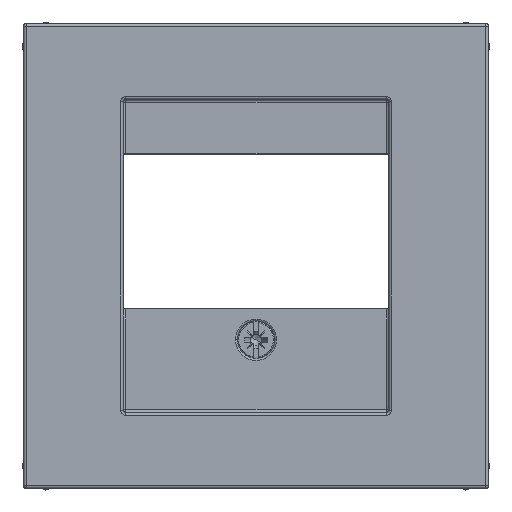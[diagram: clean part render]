
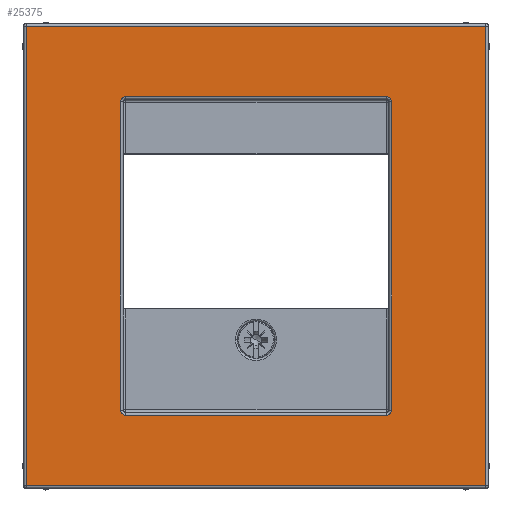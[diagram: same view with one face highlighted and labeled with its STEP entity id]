
A CAD part, top view. The second image highlights one B-rep face of the part: STEP entity #25375.
In plain terms, the highlighted face is planar.
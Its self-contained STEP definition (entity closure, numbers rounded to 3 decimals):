
#251=DIRECTION('',(1.,0.,0.));
#252=VECTOR('',#251,54.881);
#253=CARTESIAN_POINT('',(-27.44,10.,27.44));
#254=LINE('6662',#253,#252);
#259=DIRECTION('',(0.,0.,1.));
#260=VECTOR('',#259,54.881);
#261=CARTESIAN_POINT('',(-27.44,10.,-27.44));
#262=LINE('6666',#261,#260);
#266=DIRECTION('',(-1.,0.,0.));
#267=VECTOR('',#266,54.881);
#268=CARTESIAN_POINT('',(27.44,10.,-27.44));
#269=LINE('6672',#268,#267);
#273=DIRECTION('',(0.,0.,-1.));
#274=VECTOR('',#273,54.881);
#275=CARTESIAN_POINT('',(27.44,10.,27.44));
#276=LINE('6677',#275,#274);
#280=DIRECTION('',(0.,0.,-1.));
#281=VECTOR('',#280,36.819);
#282=CARTESIAN_POINT('',(16.189,10.,18.41));
#283=LINE('12956',#282,#281);
#287=CARTESIAN_POINT('',(15.59,10.,-19.009));
#288=CARTESIAN_POINT('',(15.613,10.,-19.009));
#289=CARTESIAN_POINT('',(15.661,10.,-19.007));
#290=CARTESIAN_POINT('',(15.732,10.,-18.994));
#291=CARTESIAN_POINT('',(15.802,10.,-18.972));
#292=CARTESIAN_POINT('',(15.869,10.,-18.942));
#293=CARTESIAN_POINT('',(15.931,10.,-18.904));
#294=CARTESIAN_POINT('',(15.988,10.,-18.86));
#295=CARTESIAN_POINT('',(16.04,10.,-18.808));
#296=CARTESIAN_POINT('',(16.084,10.,-18.751));
#297=CARTESIAN_POINT('',(16.122,10.,-18.689));
#298=CARTESIAN_POINT('',(16.152,10.,-18.622));
#299=CARTESIAN_POINT('',(16.174,10.,-18.552));
#300=CARTESIAN_POINT('',(16.187,10.,-18.481));
#301=CARTESIAN_POINT('',(16.189,10.,-18.433));
#302=CARTESIAN_POINT('',(16.189,10.,-18.41));
#307=DIRECTION('',(1.,0.,0.));
#308=VECTOR('',#307,31.179);
#309=CARTESIAN_POINT('',(-15.59,10.,-19.009));
#310=LINE('18835',#309,#308);
#314=CARTESIAN_POINT('',(-16.189,10.,-18.41));
#315=CARTESIAN_POINT('',(-16.189,10.,-18.433));
#316=CARTESIAN_POINT('',(-16.187,10.,-18.481));
#317=CARTESIAN_POINT('',(-16.174,10.,-18.552));
#318=CARTESIAN_POINT('',(-16.152,10.,-18.622));
#319=CARTESIAN_POINT('',(-16.122,10.,-18.689));
#320=CARTESIAN_POINT('',(-16.084,10.,-18.751));
#321=CARTESIAN_POINT('',(-16.04,10.,-18.808));
#322=CARTESIAN_POINT('',(-15.988,10.,-18.86));
#323=CARTESIAN_POINT('',(-15.931,10.,-18.904));
#324=CARTESIAN_POINT('',(-15.869,10.,-18.942));
#325=CARTESIAN_POINT('',(-15.802,10.,-18.972));
#326=CARTESIAN_POINT('',(-15.733,10.,-18.994));
#327=CARTESIAN_POINT('',(-15.661,10.,-19.007));
#328=CARTESIAN_POINT('',(-15.613,10.,-19.009));
#329=CARTESIAN_POINT('',(-15.59,10.,-19.009));
#334=DIRECTION('',(0.,0.,1.));
#335=VECTOR('',#334,36.819);
#336=CARTESIAN_POINT('',(-16.189,10.,-18.41));
#337=LINE('12964',#336,#335);
#341=CARTESIAN_POINT('',(-15.59,10.,19.009));
#342=CARTESIAN_POINT('',(-15.613,10.,19.009));
#343=CARTESIAN_POINT('',(-15.661,10.,19.007));
#344=CARTESIAN_POINT('',(-15.732,10.,18.994));
#345=CARTESIAN_POINT('',(-15.802,10.,18.972));
#346=CARTESIAN_POINT('',(-15.869,10.,18.942));
#347=CARTESIAN_POINT('',(-15.931,10.,18.904));
#348=CARTESIAN_POINT('',(-15.988,10.,18.86));
#349=CARTESIAN_POINT('',(-16.04,10.,18.808));
#350=CARTESIAN_POINT('',(-16.084,10.,18.751));
#351=CARTESIAN_POINT('',(-16.122,10.,18.689));
#352=CARTESIAN_POINT('',(-16.152,10.,18.622));
#353=CARTESIAN_POINT('',(-16.174,10.,18.552));
#354=CARTESIAN_POINT('',(-16.187,10.,18.481));
#355=CARTESIAN_POINT('',(-16.189,10.,18.433));
#356=CARTESIAN_POINT('',(-16.189,10.,18.41));
#361=DIRECTION('',(-1.,0.,0.));
#362=VECTOR('',#361,31.179);
#363=CARTESIAN_POINT('',(15.59,10.,19.009));
#364=LINE('12975',#363,#362);
#368=CARTESIAN_POINT('',(16.189,10.,18.41));
#369=CARTESIAN_POINT('',(16.189,10.,18.433));
#370=CARTESIAN_POINT('',(16.187,10.,18.481));
#371=CARTESIAN_POINT('',(16.174,10.,18.552));
#372=CARTESIAN_POINT('',(16.152,10.,18.622));
#373=CARTESIAN_POINT('',(16.122,10.,18.689));
#374=CARTESIAN_POINT('',(16.084,10.,18.751));
#375=CARTESIAN_POINT('',(16.04,10.,18.808));
#376=CARTESIAN_POINT('',(15.988,10.,18.86));
#377=CARTESIAN_POINT('',(15.931,10.,18.904));
#378=CARTESIAN_POINT('',(15.869,10.,18.942));
#379=CARTESIAN_POINT('',(15.802,10.,18.972));
#380=CARTESIAN_POINT('',(15.733,10.,18.994));
#381=CARTESIAN_POINT('',(15.661,10.,19.007));
#382=CARTESIAN_POINT('',(15.613,10.,19.009));
#383=CARTESIAN_POINT('',(15.59,10.,19.009));
#21927=CARTESIAN_POINT('',(-27.44,10.,27.44));
#21928=CARTESIAN_POINT('',(27.44,10.,27.44));
#21929=VERTEX_POINT('',#21927);
#21930=VERTEX_POINT('',#21928);
#21937=CARTESIAN_POINT('',(-27.44,10.,-27.44));
#21938=VERTEX_POINT('',#21937);
#21949=CARTESIAN_POINT('',(27.44,10.,-27.44));
#21950=VERTEX_POINT('',#21949);
#22115=CARTESIAN_POINT('',(16.189,10.,18.41));
#22116=CARTESIAN_POINT('',(16.189,10.,-18.41));
#22117=VERTEX_POINT('',#22115);
#22118=VERTEX_POINT('',#22116);
#22123=CARTESIAN_POINT('',(-16.189,10.,-18.41));
#22124=CARTESIAN_POINT('',(-16.189,10.,18.41));
#22125=VERTEX_POINT('',#22123);
#22126=VERTEX_POINT('',#22124);
#22145=CARTESIAN_POINT('',(15.59,10.,19.009));
#22146=CARTESIAN_POINT('',(-15.59,10.,19.009));
#22147=VERTEX_POINT('',#22145);
#22148=VERTEX_POINT('',#22146);
#22381=CARTESIAN_POINT('',(-15.59,10.,-19.009));
#22382=CARTESIAN_POINT('',(15.59,10.,-19.009));
#22383=VERTEX_POINT('',#22381);
#22384=VERTEX_POINT('',#22382);
#25342=CARTESIAN_POINT('',(0.,10.,0.));
#25343=DIRECTION('',(0.,1.,0.));
#25344=DIRECTION('',(0.,0.,-1.));
#25345=AXIS2_PLACEMENT_3D('',#25342,#25343,#25344);
#25346=PLANE('1937',#25345);
#25348=ORIENTED_EDGE('6662',*,*,#25347,.F.);
#25350=ORIENTED_EDGE('6666',*,*,#25349,.F.);
#25352=ORIENTED_EDGE('6672',*,*,#25351,.F.);
#25354=ORIENTED_EDGE('6677',*,*,#25353,.F.);
#25355=EDGE_LOOP('1937',(#25348,#25350,#25352,#25354));
#25356=FACE_OUTER_BOUND('1937',#25355,.F.);
#25358=ORIENTED_EDGE('12956',*,*,#25357,.T.);
#25360=ORIENTED_EDGE('18837',*,*,#25359,.F.);
#25362=ORIENTED_EDGE('18835',*,*,#25361,.F.);
#25364=ORIENTED_EDGE('18838',*,*,#25363,.F.);
#25366=ORIENTED_EDGE('12964',*,*,#25365,.T.);
#25368=ORIENTED_EDGE('12979',*,*,#25367,.F.);
#25370=ORIENTED_EDGE('12975',*,*,#25369,.F.);
#25372=ORIENTED_EDGE('12978',*,*,#25371,.F.);
#25373=EDGE_LOOP('1937',(#25358,#25360,#25362,#25364,#25366,#25368,#25370,
#25372));
#25374=FACE_BOUND('1937',#25373,.F.);
#25375=ADVANCED_FACE('1937',(#25356,#25374),#25346,.T.);
#303=B_SPLINE_CURVE_WITH_KNOTS('18837',3,(#287,#288,#289,#290,#291,#292,#293,
#294,#295,#296,#297,#298,#299,#300,#301,#302),.UNSPECIFIED.,.F.,.F.,(4,1,1,1,1,
1,1,1,1,1,1,1,1,4),(0.,0.077,0.154,0.231,
0.308,0.385,0.462,0.538,
0.615,0.692,0.769,0.846,
0.923,1.),.UNSPECIFIED.);
#330=B_SPLINE_CURVE_WITH_KNOTS('18838',3,(#314,#315,#316,#317,#318,#319,#320,
#321,#322,#323,#324,#325,#326,#327,#328,#329),.UNSPECIFIED.,.F.,.F.,(4,1,1,1,1,
1,1,1,1,1,1,1,1,4),(0.,0.077,0.154,0.231,
0.308,0.385,0.462,0.538,
0.615,0.692,0.769,0.846,
0.923,1.),.UNSPECIFIED.);
#357=B_SPLINE_CURVE_WITH_KNOTS('12979',3,(#341,#342,#343,#344,#345,#346,#347,
#348,#349,#350,#351,#352,#353,#354,#355,#356),.UNSPECIFIED.,.F.,.F.,(4,1,1,1,1,
1,1,1,1,1,1,1,1,4),(0.,0.077,0.154,0.231,
0.308,0.385,0.462,0.538,
0.615,0.692,0.769,0.846,
0.923,1.),.UNSPECIFIED.);
#384=B_SPLINE_CURVE_WITH_KNOTS('12978',3,(#368,#369,#370,#371,#372,#373,#374,
#375,#376,#377,#378,#379,#380,#381,#382,#383),.UNSPECIFIED.,.F.,.F.,(4,1,1,1,1,
1,1,1,1,1,1,1,1,4),(0.,0.077,0.154,0.231,
0.308,0.385,0.462,0.538,
0.615,0.692,0.769,0.846,
0.923,1.),.UNSPECIFIED.);
#25347=EDGE_CURVE('6662',#21929,#21930,#254,.T.);
#25349=EDGE_CURVE('6666',#21938,#21929,#262,.T.);
#25351=EDGE_CURVE('6672',#21950,#21938,#269,.T.);
#25353=EDGE_CURVE('6677',#21930,#21950,#276,.T.);
#25357=EDGE_CURVE('12956',#22117,#22118,#283,.T.);
#25359=EDGE_CURVE('18837',#22384,#22118,#303,.T.);
#25361=EDGE_CURVE('18835',#22383,#22384,#310,.T.);
#25363=EDGE_CURVE('18838',#22125,#22383,#330,.T.);
#25365=EDGE_CURVE('12964',#22125,#22126,#337,.T.);
#25367=EDGE_CURVE('12979',#22148,#22126,#357,.T.);
#25369=EDGE_CURVE('12975',#22147,#22148,#364,.T.);
#25371=EDGE_CURVE('12978',#22117,#22147,#384,.T.);
